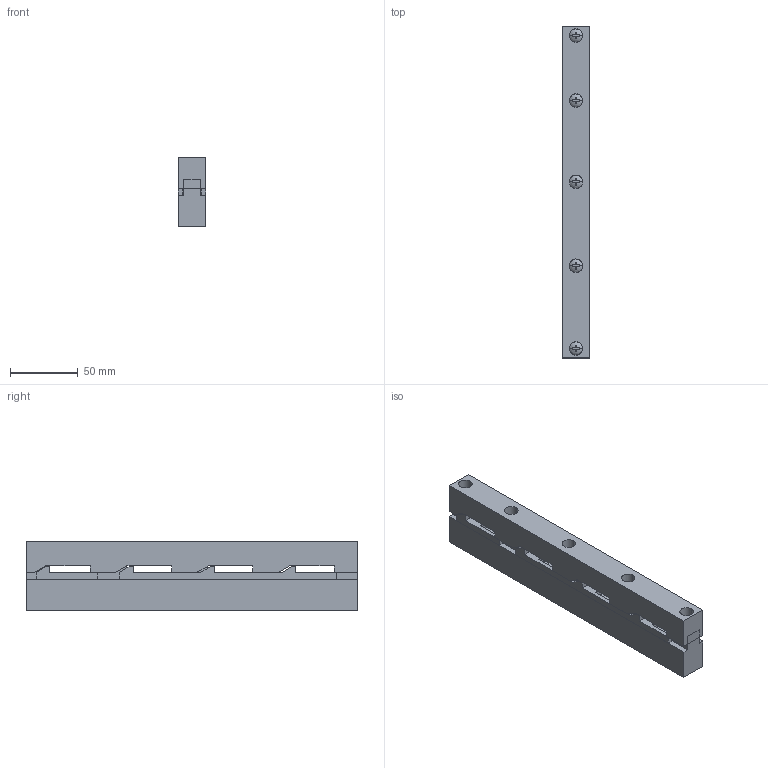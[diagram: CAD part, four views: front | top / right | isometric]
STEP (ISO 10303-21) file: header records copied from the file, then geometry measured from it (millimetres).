
FILE_DESCRIPTION(('STEP AP214'),'1');
FILE_NAME('cctmp_DEEFDE6B-858D-402E-B102-B795405F25F2_2023_07_22_16_28_40_0823..stp','2023-07-22T14:28:41',('SIEMENS A&D'),('CADClick - www.CADClick.com'),'Spatial InterOp 3D postprocessed',' ','unknown authorization');
FILE_SCHEMA(('AUTOMOTIVE_DESIGN'));
Length unit declared in the file: millimetre
Products named in the file (10): cc_unnamed; 2023_07_22_16_28_40_0803; 2023_07_22_16_28_40_0799; 2023_07_22_16_28_40_0795; 2023_07_22_16_28_40_0791; 2023_07_22_16_28_40_0788; 2023_07_22_16_28_40_0784; 2023_07_22_16_28_40_0780; 2023_07_22_16_28_40_0776; 2023_07_22_16_28_40_0772
Assembly tree (9 placements, depth 2):
  cc_unnamed
    2023_07_22_16_28_40_0803
    2023_07_22_16_28_40_0799
    2023_07_22_16_28_40_0795
    2023_07_22_16_28_40_0791
    2023_07_22_16_28_40_0788
    2023_07_22_16_28_40_0784
    2023_07_22_16_28_40_0780
    2023_07_22_16_28_40_0776
    2023_07_22_16_28_40_0772
Bounding box: 20 x 245 x 51 mm (x, y, z)
Volume: 230024.2 mm3; surface area: 65154.4 mm2
Topology: 9 solids, 9 shells, 239 faces, 617 edges, 407 vertices
Faces by surface type: plane 185, cylinder 44, sphere 10
Entity records: 8286 total; most frequent: DIRECTION 1288, CARTESIAN_POINT 1273, ORIENTED_EDGE 1234, EDGE_CURVE 617, LINE 444, VECTOR 444, AXIS2_PLACEMENT_3D 422, VERTEX_POINT 407
